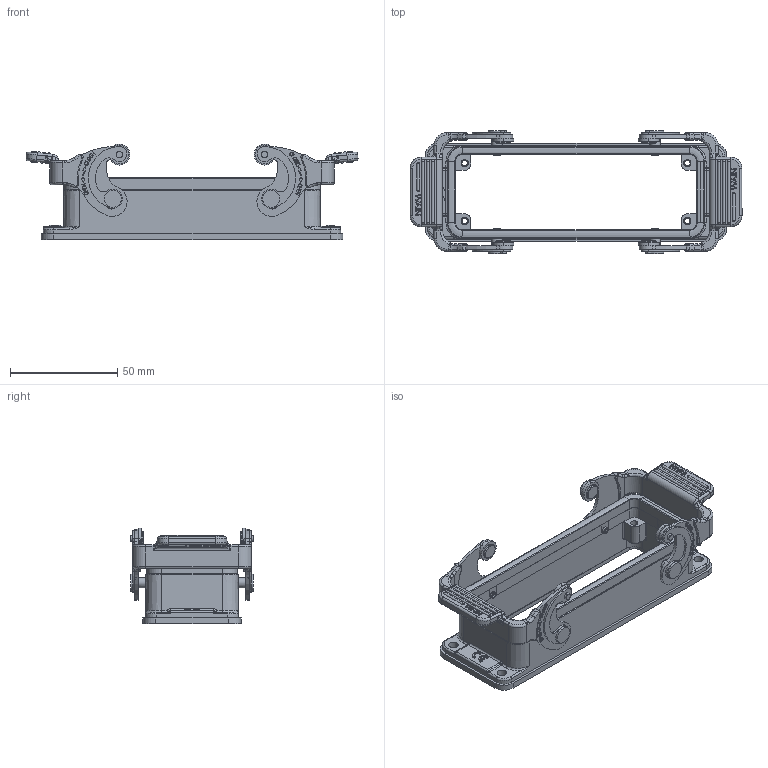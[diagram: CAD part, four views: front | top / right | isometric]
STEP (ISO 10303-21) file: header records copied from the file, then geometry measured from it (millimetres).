
FILE_DESCRIPTION(/* description */ (''),/* implementation_level */ '2;1');
FILE_NAME(/* name */ '3D_1240243411001_HV24B-BK-2L_SC_V1.1.stp',/* time_stamp */ '2024-01-16T17:05:28+08:00',/* author */ (''),/* organization */ (''),/* preprocessor_version */ 'ST-DEVELOPER v18.1',/* originating_system */ 'SIEMENS PLM Software NX 1980',/* authorisation */ '');
FILE_SCHEMA (('AUTOMOTIVE_DESIGN { 1 0 10303 214 3 1 1 1 }'));
Products named in the file (1): 14590B245578cgj4
Bounding box: 155.13 x 57.9 x 44.83 mm (x, y, z)
Volume: 55184.5 mm3; surface area: 52294.2 mm2
Topology: 23 solids, 23 shells, 1857 faces, 4834 edges, 3087 vertices
Faces by surface type: plane 814, cylinder 658, torus 152, extrusion 77, bspline 74, cone 42, sphere 40
Full cylindrical faces by diameter (mm): 1.9 x4, 3 x4, 4.9 x4, 8 x4
Entity records: 76030 total; most frequent: CARTESIAN_POINT 23262, ORIENTED_EDGE 9474, DIRECTION 8154, EDGE_CURVE 4737, VERTEX_POINT 3073, AXIS2_PLACEMENT_3D 3003, VECTOR 2148, EDGE_LOOP 2084
